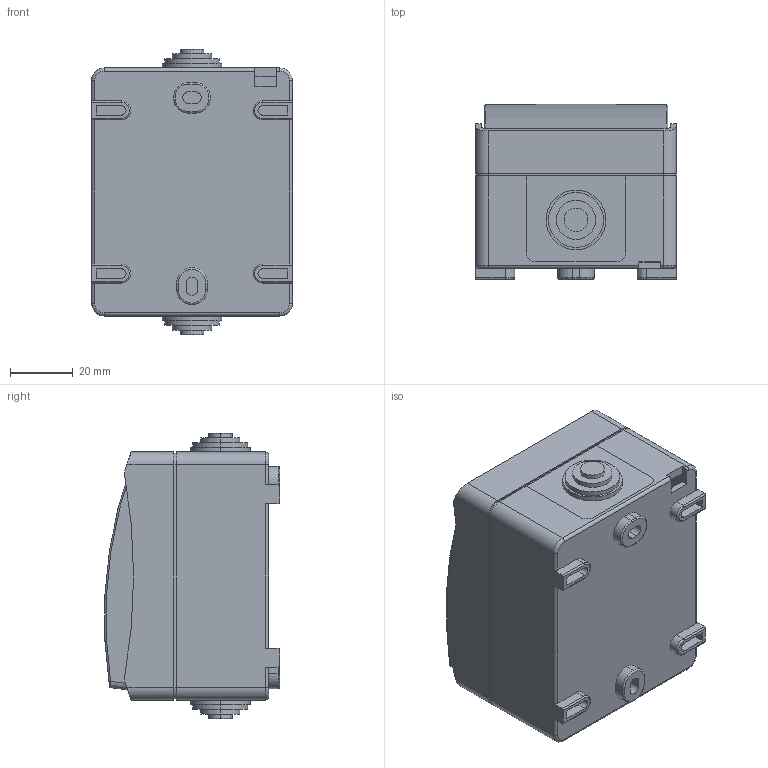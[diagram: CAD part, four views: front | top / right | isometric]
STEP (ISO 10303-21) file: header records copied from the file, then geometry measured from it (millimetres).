
FILE_DESCRIPTION (( 'STEP AP203' ), '1' );
FILE_NAME ('EVS11-K03-10-54-DC ÂÑ20-1-1-ÔÑð Âûêëþ÷àòåëü îäíîêëàâèøíûé ñî ñâåò. èíäèêàòîðîì äëÿ îòêðûòîé óñòàíîâêè ÔÎÐÑ IP54 IEK.STEP', '2016-11-14T11:44:48', ( '' ), ( '' ), 'SwSTEP 2.0', 'SolidWorks 2014', '' );
FILE_SCHEMA (( 'CONFIG_CONTROL_DESIGN' ));
Length unit declared in the file: millimetre
Products named in the file (2): EVS11-K03-10-54-DC ÂÑ20-1-1-ÔÑð Âûêëþ÷àòåëü îäíîêëàâèøíûé ñî ñâåò. èíäèêàòîðîì äëÿ îòêðûòîé óñòàíîâêè ÔÎÐÑ IP54 IEK
Bounding box: 64 x 55.81 x 91 mm (x, y, z)
Volume: 62798.1 mm3; surface area: 68741.9 mm2
Topology: 5 solids, 5 shells, 516 faces, 1380 edges, 904 vertices
Faces by surface type: plane 317, cylinder 178, torus 15, bspline 6
Entity records: 17224 total; most frequent: CARTESIAN_POINT 3984, ORIENTED_EDGE 2760, DIRECTION 2681, EDGE_CURVE 1380, LINE 999, VECTOR 999, VERTEX_POINT 904, AXIS2_PLACEMENT_3D 841
